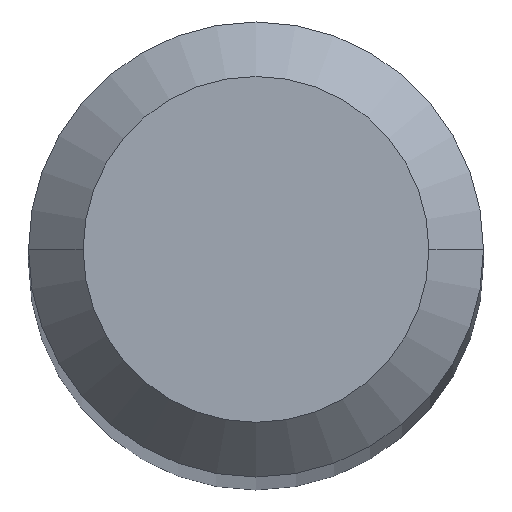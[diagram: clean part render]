
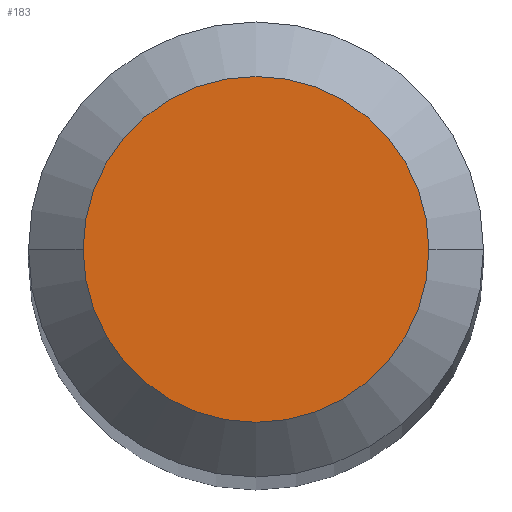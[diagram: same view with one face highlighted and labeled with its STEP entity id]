
A CAD part, top view. The second image highlights one B-rep face of the part: STEP entity #183.
In plain terms, the highlighted planar face has unit normal (0, 0, 1).
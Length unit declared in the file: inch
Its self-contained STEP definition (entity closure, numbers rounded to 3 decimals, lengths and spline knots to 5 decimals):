
#13 = CIRCLE ( 'NONE', #375, 0.0475 ) ;
#25 = AXIS2_PLACEMENT_3D ( 'NONE', #257, #223, #382 ) ;
#59 = VERTEX_POINT ( 'NONE', #157 ) ;
#71 = CIRCLE ( 'NONE', #165, 0.0475 ) ;
#77 = DIRECTION ( 'NONE',  ( 1., 0., 0. ) ) ;
#110 = ORIENTED_EDGE ( 'NONE', *, *, #440, .T. ) ;
#111 = DIRECTION ( 'NONE',  ( 0., 0., 1. ) ) ;
#143 = DIRECTION ( 'NONE',  ( 0., 0., 1. ) ) ;
#157 = CARTESIAN_POINT ( 'NONE',  ( -0.0475, 0., 0. ) ) ;
#162 = PLANE ( 'NONE',  #25 ) ;
#165 = AXIS2_PLACEMENT_3D ( 'NONE', #254, #111, #401 ) ;
#183 = ADVANCED_FACE ( 'NONE', ( #378 ), #162, .F. ) ;
#184 = CARTESIAN_POINT ( 'NONE',  ( 0., 0., 0. ) ) ;
#208 = CARTESIAN_POINT ( 'NONE',  ( 0.0475, 0., 0. ) ) ;
#210 = VERTEX_POINT ( 'NONE', #208 ) ;
#223 = DIRECTION ( 'NONE',  ( 0., 0., -1. ) ) ;
#254 = CARTESIAN_POINT ( 'NONE',  ( 0., 0., 0. ) ) ;
#255 = EDGE_LOOP ( 'NONE', ( #110, #354 ) ) ;
#257 = CARTESIAN_POINT ( 'NONE',  ( 0., 0.0475, 0. ) ) ;
#354 = ORIENTED_EDGE ( 'NONE', *, *, #464, .T. ) ;
#375 = AXIS2_PLACEMENT_3D ( 'NONE', #184, #143, #77 ) ;
#378 = FACE_OUTER_BOUND ( 'NONE', #255, .T. ) ;
#382 = DIRECTION ( 'NONE',  ( -1., 0., 0. ) ) ;
#401 = DIRECTION ( 'NONE',  ( 1., 0., 0. ) ) ;
#440 = EDGE_CURVE ( 'NONE', #59, #210, #71, .T. ) ;
#464 = EDGE_CURVE ( 'NONE', #210, #59, #13, .T. ) ;
